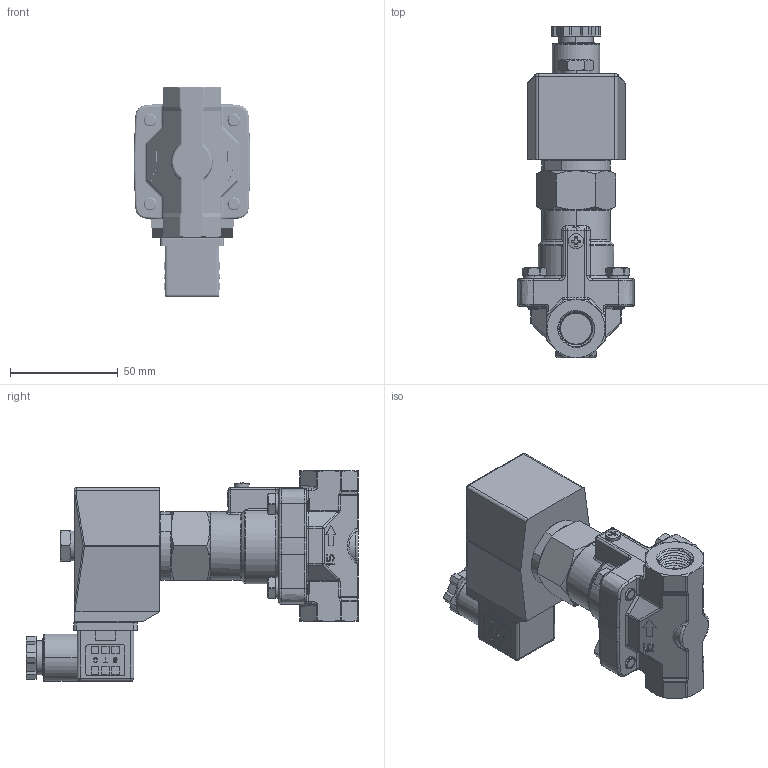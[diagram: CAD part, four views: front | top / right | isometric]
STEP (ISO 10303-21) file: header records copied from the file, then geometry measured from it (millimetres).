
FILE_DESCRIPTION (( 'STEP AP214' ), '1' );
FILE_NAME ('2MSO120-3-8.STEP', '2018-08-31T23:59:04', ( '' ), ( '' ), 'SwSTEP 2.0', 'SolidWorks 2016', '' );
FILE_SCHEMA (( 'AUTOMOTIVE_DESIGN' ));
Length unit declared in the file: millimetre
Products named in the file (1): 2MSO120-3-8
Bounding box: 54.28 x 154.11 x 97.9 mm (x, y, z)
Volume: 240024 mm3; surface area: 67104.8 mm2
Topology: 23 solids, 23 shells, 2319 faces, 6547 edges, 4340 vertices
Faces by surface type: plane 1188, cylinder 702, bspline 200, cone 148, torus 41, sphere 40
Entity records: 161996 total; most frequent: CARTESIAN_POINT 80491, ORIENTED_EDGE 13052, DIRECTION 9427, EDGE_CURVE 6526, VERTEX_POINT 4340, VECTOR 3797, LINE 3797, AXIS2_PLACEMENT_3D 2815
